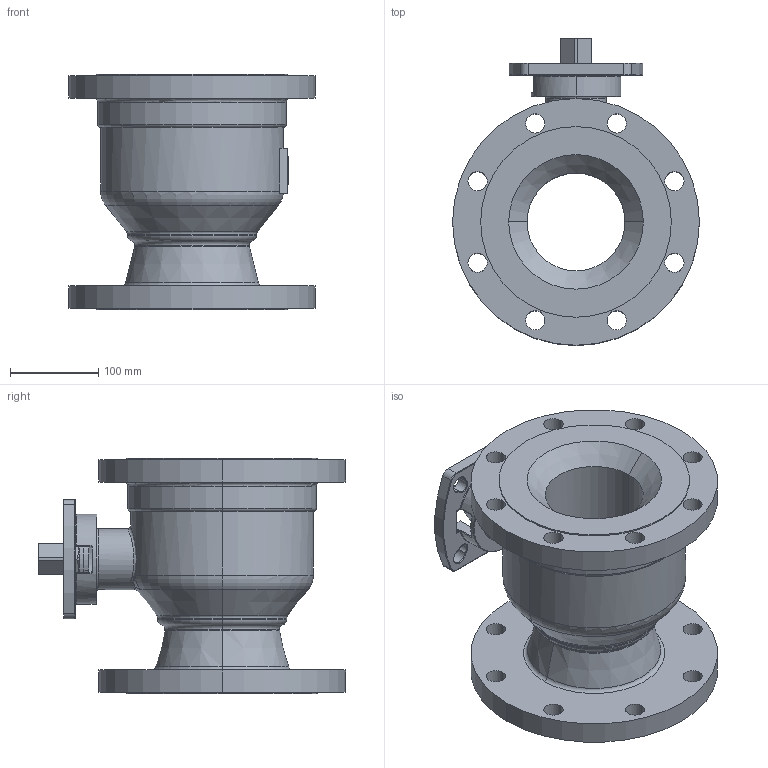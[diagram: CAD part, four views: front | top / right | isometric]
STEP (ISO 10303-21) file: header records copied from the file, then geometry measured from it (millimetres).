
FILE_DESCRIPTION (( 'STEP AP214' ), '1' );
FILE_NAME ('F91-F1-0600-XXX BARE STEM.step', '2019-09-20T11:03:04', ( '' ), ( '' ), 'SwSTEP 2.0', 'SolidWorks 2019', '' );
FILE_SCHEMA (( 'AUTOMOTIVE_DESIGN' ));
Length unit declared in the file: inch
Products named in the file (2): F91-F1-0600-XXX BARE STEM
Bounding box: 279.4 x 347.73 x 266.7 mm (x, y, z)
Surface area: 529363.5 mm2 (no closed solid volume)
Topology: 0 solids, 6 shells, 215 faces, 589 edges, 369 vertices
Faces by surface type: cylinder 96, plane 50, torus 42, cone 16, bspline 11
Entity records: 11543 total; most frequent: CARTESIAN_POINT 3183, DIRECTION 1219, ORIENTED_EDGE 1103, EDGE_CURVE 586, AXIS2_PLACEMENT_3D 503, VERTEX_POINT 369, CIRCLE 297, EDGE_LOOP 264
